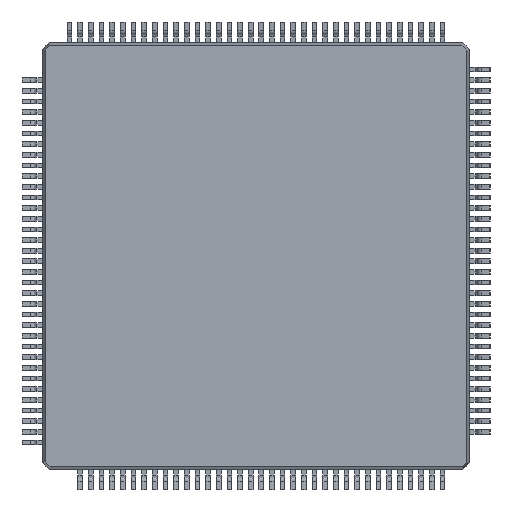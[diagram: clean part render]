
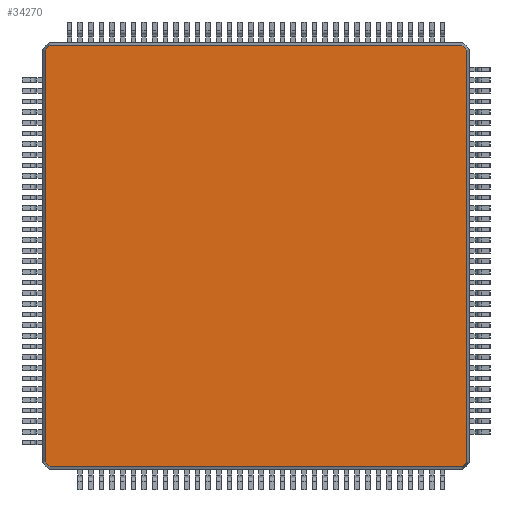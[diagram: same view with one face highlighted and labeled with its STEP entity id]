
A CAD part, front view. The second image highlights one B-rep face of the part: STEP entity #34270.
In plain terms, the highlighted planar face has unit normal (0, -1, 0).
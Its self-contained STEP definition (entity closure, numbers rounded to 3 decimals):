
#2014=FACE_OUTER_BOUND('',#4014,.T.);
#4014=EDGE_LOOP('',(#22649,#22650,#22651,#22652,#22653,#22654,#22655,#22656));
#6030=LINE('',#49882,#10034);
#6033=LINE('',#49887,#10037);
#6035=LINE('',#49891,#10039);
#6037=LINE('',#49895,#10041);
#6039=LINE('',#49899,#10043);
#6041=LINE('',#49903,#10045);
#6043=LINE('',#49907,#10047);
#6044=LINE('',#49909,#10048);
#10034=VECTOR('',#39613,1000.);
#10037=VECTOR('',#39618,1000.);
#10039=VECTOR('',#39622,1000.);
#10041=VECTOR('',#39626,1000.);
#10043=VECTOR('',#39630,1000.);
#10045=VECTOR('',#39634,1000.);
#10047=VECTOR('',#39638,1000.);
#10048=VECTOR('',#39641,1000.);
#14021=VERTEX_POINT('',#49879);
#14022=VERTEX_POINT('',#49881);
#14023=VERTEX_POINT('',#49885);
#14024=VERTEX_POINT('',#49889);
#14025=VERTEX_POINT('',#49893);
#14026=VERTEX_POINT('',#49897);
#14027=VERTEX_POINT('',#49901);
#14028=VERTEX_POINT('',#49905);
#17454=EDGE_CURVE('',#14022,#14021,#6030,.T.);
#17457=EDGE_CURVE('',#14021,#14023,#6033,.T.);
#17459=EDGE_CURVE('',#14023,#14024,#6035,.T.);
#17461=EDGE_CURVE('',#14024,#14025,#6037,.T.);
#17463=EDGE_CURVE('',#14025,#14026,#6039,.T.);
#17465=EDGE_CURVE('',#14026,#14027,#6041,.T.);
#17467=EDGE_CURVE('',#14027,#14028,#6043,.T.);
#17468=EDGE_CURVE('',#14028,#14022,#6044,.T.);
#22649=ORIENTED_EDGE('',*,*,#17454,.T.);
#22650=ORIENTED_EDGE('',*,*,#17457,.T.);
#22651=ORIENTED_EDGE('',*,*,#17459,.T.);
#22652=ORIENTED_EDGE('',*,*,#17461,.T.);
#22653=ORIENTED_EDGE('',*,*,#17463,.T.);
#22654=ORIENTED_EDGE('',*,*,#17465,.T.);
#22655=ORIENTED_EDGE('',*,*,#17467,.T.);
#22656=ORIENTED_EDGE('',*,*,#17468,.T.);
#32834=PLANE('',#36431);
#34270=ADVANCED_FACE('',(#2014),#32834,.T.);
#36431=AXIS2_PLACEMENT_3D('',#49910,#39642,#39643);
#39613=DIRECTION('',(0.707,0.,-0.707));
#39618=DIRECTION('',(1.,0.,0.));
#39622=DIRECTION('',(0.707,0.,0.707));
#39626=DIRECTION('',(0.,0.,1.));
#39630=DIRECTION('',(-0.707,0.,0.707));
#39634=DIRECTION('',(-1.,0.,0.));
#39638=DIRECTION('',(-0.707,0.,-0.707));
#39641=DIRECTION('',(0.,0.,-1.));
#39642=DIRECTION('center_axis',(0.,-1.,0.));
#39643=DIRECTION('ref_axis',(0.,0.,-1.));
#49879=CARTESIAN_POINT('',(-9.652,-0.725,-9.885));
#49881=CARTESIAN_POINT('',(-9.885,-0.725,-9.652));
#49882=CARTESIAN_POINT('',(-9.919,-0.725,-9.619));
#49885=CARTESIAN_POINT('',(9.652,-0.725,-9.885));
#49887=CARTESIAN_POINT('',(-9.7,-0.725,-9.885));
#49889=CARTESIAN_POINT('',(9.885,-0.725,-9.652));
#49891=CARTESIAN_POINT('',(9.619,-0.725,-9.919));
#49893=CARTESIAN_POINT('',(9.885,-0.725,9.652));
#49895=CARTESIAN_POINT('',(9.885,-0.725,-9.7));
#49897=CARTESIAN_POINT('',(9.652,-0.725,9.885));
#49899=CARTESIAN_POINT('',(9.919,-0.725,9.619));
#49901=CARTESIAN_POINT('',(-9.652,-0.725,9.885));
#49903=CARTESIAN_POINT('',(9.7,-0.725,9.885));
#49905=CARTESIAN_POINT('',(-9.885,-0.725,9.652));
#49907=CARTESIAN_POINT('',(-9.619,-0.725,9.919));
#49909=CARTESIAN_POINT('',(-9.885,-0.725,9.7));
#49910=CARTESIAN_POINT('Origin',(0.,-0.725,0.));
